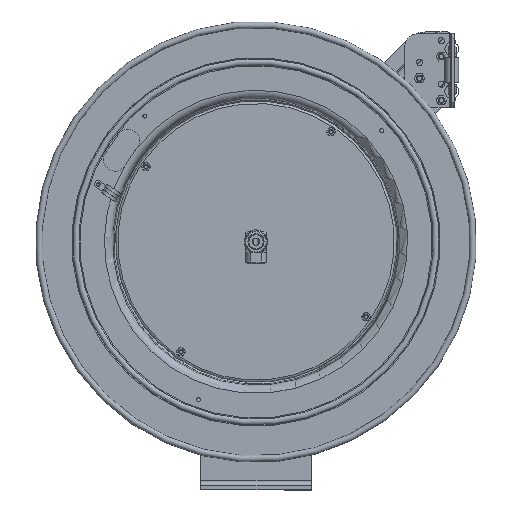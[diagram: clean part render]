
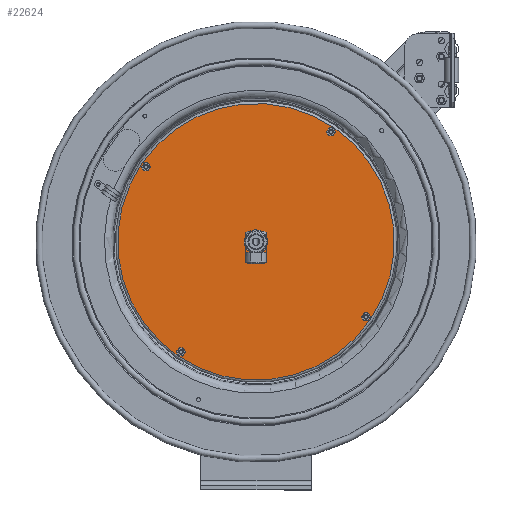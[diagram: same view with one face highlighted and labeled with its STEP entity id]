
A CAD part, top view. The second image highlights one B-rep face of the part: STEP entity #22624.
In plain terms, the highlighted planar face has unit normal (0, 0, 1).
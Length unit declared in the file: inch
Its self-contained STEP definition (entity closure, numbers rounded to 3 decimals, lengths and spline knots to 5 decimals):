
#22553=CARTESIAN_POINT('',(-2.12016,-3.12129,5.1398));
#22554=DIRECTION('',(0.0,0.0,1.0));
#22555=DIRECTION('',(-0.826,0.563,0.0));
#22556=AXIS2_PLACEMENT_3D('',#22553,#22554,#22555);
#22557=PLANE('',#22556);
#22558=CARTESIAN_POINT('',(-4.24033,-6.23258,5.1398));
#22559=VERTEX_POINT('',#22558);
#22560=CARTESIAN_POINT('',(0.,-0.01,5.1398));
#22561=DIRECTION('',(0.,0.,-1.0));
#22562=DIRECTION('',(-0.563,-0.826,0.));
#22563=AXIS2_PLACEMENT_3D('',#22560,#22561,#22562);
#22564=CIRCLE('',#22563,7.53);
#22565=EDGE_CURVE('',#22559,#22559,#22564,.T.);
#22566=ORIENTED_EDGE('',*,*,#22565,.F.);
#22567=EDGE_LOOP('',(#22566));
#22568=FACE_OUTER_BOUND('',#22567,.T.);
#22569=CARTESIAN_POINT('',(-4.16177,-6.1173,5.1398));
#22570=VERTEX_POINT('',#22569);
#22571=CARTESIAN_POINT('',(-4.08265,-6.0012,5.1398));
#22572=DIRECTION('',(0.,0.,-1.0));
#22573=DIRECTION('',(-0.563,-0.826,0.));
#22574=AXIS2_PLACEMENT_3D('',#22571,#22572,#22573);
#22575=CIRCLE('',#22574,0.1405);
#22576=EDGE_CURVE('',#22570,#22570,#22575,.T.);
#22577=ORIENTED_EDGE('',*,*,#22576,.T.);
#22578=EDGE_LOOP('',(#22577));
#22579=FACE_BOUND('',#22578,.T.);
#22580=CARTESIAN_POINT('',(4.00353,5.86509,5.1398));
#22581=VERTEX_POINT('',#22580);
#22582=CARTESIAN_POINT('',(4.08265,5.9812,5.1398));
#22583=DIRECTION('',(0.,0.,-1.0));
#22584=DIRECTION('',(-0.563,-0.826,0.));
#22585=AXIS2_PLACEMENT_3D('',#22582,#22583,#22584);
#22586=CIRCLE('',#22585,0.1405);
#22587=EDGE_CURVE('',#22581,#22581,#22586,.T.);
#22588=ORIENTED_EDGE('',*,*,#22587,.T.);
#22589=EDGE_LOOP('',(#22588));
#22590=FACE_BOUND('',#22589,.T.);
#22591=CARTESIAN_POINT('',(5.91208,-4.20876,5.1398));
#22592=VERTEX_POINT('',#22591);
#22593=CARTESIAN_POINT('',(5.9912,-4.09265,5.1398));
#22594=DIRECTION('',(0.,0.,-1.0));
#22595=DIRECTION('',(-0.563,-0.826,0.));
#22596=AXIS2_PLACEMENT_3D('',#22593,#22594,#22595);
#22597=CIRCLE('',#22596,0.1405);
#22598=EDGE_CURVE('',#22592,#22592,#22597,.T.);
#22599=ORIENTED_EDGE('',*,*,#22598,.T.);
#22600=EDGE_LOOP('',(#22599));
#22601=FACE_BOUND('',#22600,.T.);
#22602=CARTESIAN_POINT('',(-6.07032,3.95655,5.1398));
#22603=VERTEX_POINT('',#22602);
#22604=CARTESIAN_POINT('',(-5.9912,4.07265,5.1398));
#22605=DIRECTION('',(0.,0.,-1.0));
#22606=DIRECTION('',(-0.563,-0.826,0.));
#22607=AXIS2_PLACEMENT_3D('',#22604,#22605,#22606);
#22608=CIRCLE('',#22607,0.1405);
#22609=EDGE_CURVE('',#22603,#22603,#22608,.T.);
#22610=ORIENTED_EDGE('',*,*,#22609,.T.);
#22611=EDGE_LOOP('',(#22610));
#22612=FACE_BOUND('',#22611,.T.);
#22613=CARTESIAN_POINT('',(-0.36885,-0.55127,5.1398));
#22614=VERTEX_POINT('',#22613);
#22615=CARTESIAN_POINT('',(0.,-0.01,5.1398));
#22616=DIRECTION('',(0.,0.,-1.0));
#22617=DIRECTION('',(0.563,0.826,0.));
#22618=AXIS2_PLACEMENT_3D('',#22615,#22616,#22617);
#22619=CIRCLE('',#22618,0.655);
#22620=EDGE_CURVE('',#22614,#22614,#22619,.T.);
#22621=ORIENTED_EDGE('',*,*,#22620,.T.);
#22622=EDGE_LOOP('',(#22621));
#22623=FACE_BOUND('',#22622,.T.);
#22624=ADVANCED_FACE('',(#22568,#22579,#22590,#22601,#22612,#22623),#22557,.T.);
